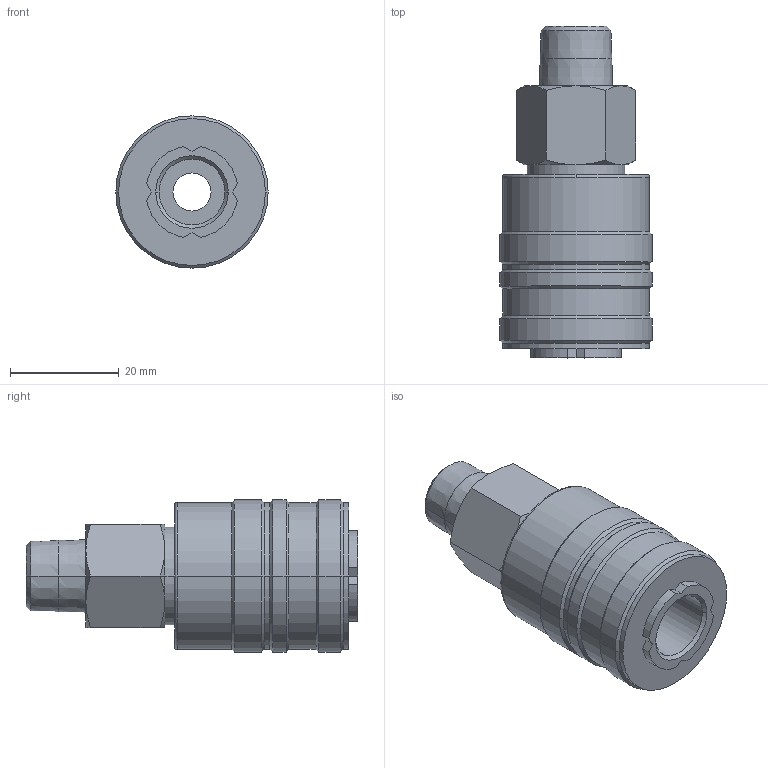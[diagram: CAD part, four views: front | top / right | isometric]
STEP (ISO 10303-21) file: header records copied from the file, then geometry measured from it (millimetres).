
FILE_DESCRIPTION(('STEP AP214'),'1');
FILE_NAME('esis_14_a.stp','2020-03-05T09:04:42',('TraceParts'),('TraceParts S.A.'),'Spatial InterOp 3D',' ',' ');
FILE_SCHEMA(('automotive_design'));
Length unit declared in the file: millimetre
Products named in the file (1): 1
Bounding box: 28 x 61 x 28 mm (x, y, z)
Volume: 21735.9 mm3; surface area: 7306.8 mm2
Topology: 1 solids, 1 shells, 87 faces, 191 edges, 113 vertices
Faces by surface type: cone 36, cylinder 26, plane 23, torus 2
Entity records: 3108 total; most frequent: CARTESIAN_POINT 488, DIRECTION 430, ORIENTED_EDGE 382, EDGE_CURVE 191, AXIS2_PLACEMENT_3D 175, VERTEX_POINT 113, EDGE_LOOP 96, STYLED_ITEM 87
